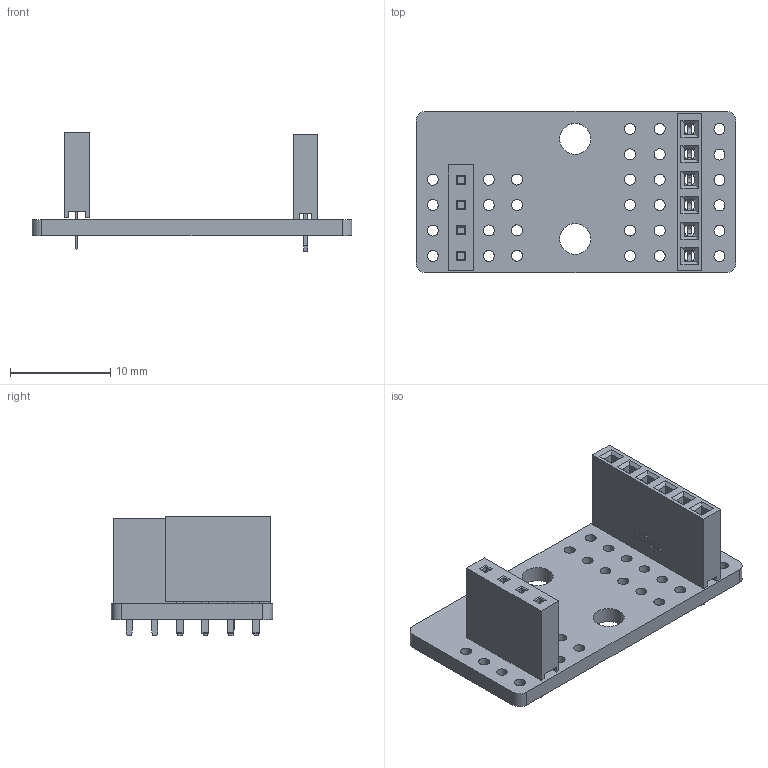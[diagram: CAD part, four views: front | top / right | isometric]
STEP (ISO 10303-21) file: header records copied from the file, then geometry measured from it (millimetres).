
FILE_DESCRIPTION(('Designed by EasyEDA Pro'),'2;1');
FILE_NAME('Open CASCADE Shape Model','2024-06-09T14:13:27',('Author'),( 'Open CASCADE'),'Open CASCADE STEP processor 7.6','Open CASCADE 7.6' ,'Unknown');
FILE_SCHEMA(('AUTOMOTIVE_DESIGN { 1 0 10303 214 1 1 1 1 }'));
Length unit declared in the file: millimetre
Products named in the file (8): PCBModel; COMPOUND; H1; HDR-TH_4P-P2.54-V-F; SOLID; P1; HDR-TH_6P-P2.54-V-F
Assembly tree (7 placements, depth 4):
  PCBModel
    COMPOUND
    H1
      HDR-TH_4P-P2.54-V-F
        SOLID
    P1
      HDR-TH_6P-P2.54-V-F
        SOLID
Bounding box: 31.97 x 16.12 x 11.9 mm (x, y, z)
Volume: 1215.6 mm3; surface area: 2341.9 mm2
Topology: 3 solids, 3 shells, 835 faces, 2267 edges, 1498 vertices
Faces by surface type: plane 545, bspline 226, cylinder 64
Full cylindrical faces by diameter (mm): 1.1 x40, 3.1 x2
Entity records: 35142 total; most frequent: CARTESIAN_POINT 9074, ORIENTED_EDGE 4534, DIRECTION 3169, EDGE_CURVE 2267, LINE 1679, VECTOR 1679, VERTEX_POINT 1498, FACE_BOUND 1003
